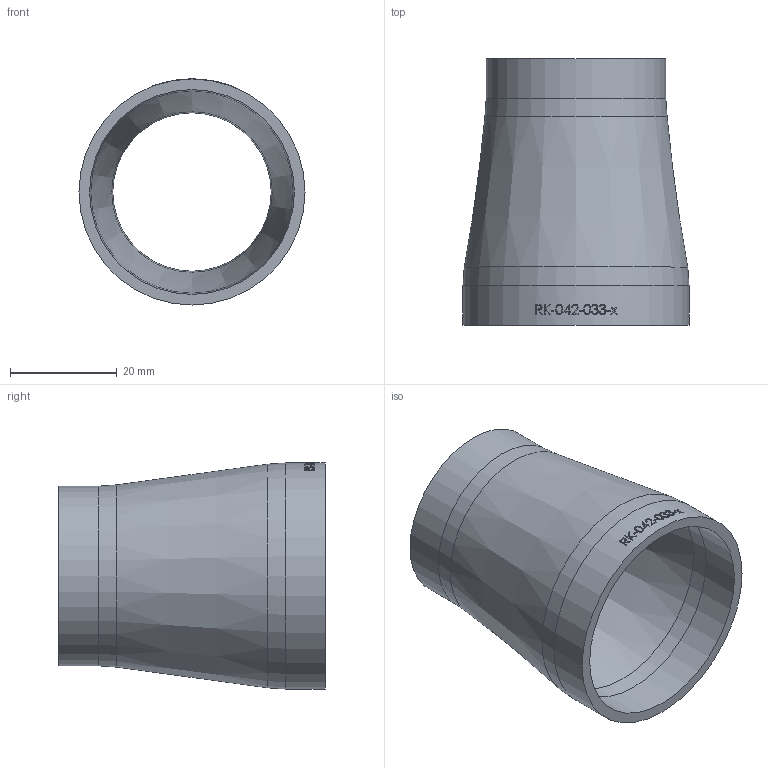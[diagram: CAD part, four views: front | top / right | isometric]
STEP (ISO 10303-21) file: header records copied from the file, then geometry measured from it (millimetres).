
FILE_DESCRIPTION (( 'STEP AP214' ), '1' );
FILE_NAME ('RK-042-033-x Reduzierung 42,4x33,7x2,0x2,0 BL50 1909.STEP', '2019-09-09T11:56:55', ( '' ), ( '' ), 'SwSTEP 2.0', 'SolidWorks 2016', '' );
FILE_SCHEMA (( 'AUTOMOTIVE_DESIGN' ));
Length unit declared in the file: millimetre
Products named in the file (1): RK-042-033-x Reduzierung 42,4x33,7x2,0x2,0 BL50 1909
Bounding box: 42.4 x 50 x 42.4 mm (x, y, z)
Volume: 11387 mm3; surface area: 11843.1 mm2
Topology: 1 solids, 1 shells, 156 faces, 406 edges, 268 vertices
Faces by surface type: bspline 76, plane 54, cylinder 20, torus 4, cone 2
Full cylindrical faces by diameter (mm): 29.7 x1, 33.7 x1, 38.4 x1, 42.4 x1
Entity records: 13332 total; most frequent: CARTESIAN_POINT 8607, ORIENTED_EDGE 792, EDGE_CURVE 396, DIRECTION 386, VERTEX_POINT 268, B_SPLINE_CURVE_WITH_KNOTS 248, EDGE_LOOP 184, FACE_OUTER_BOUND 164
